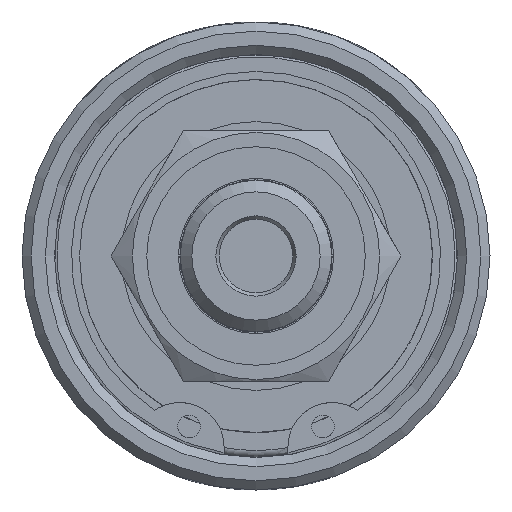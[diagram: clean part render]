
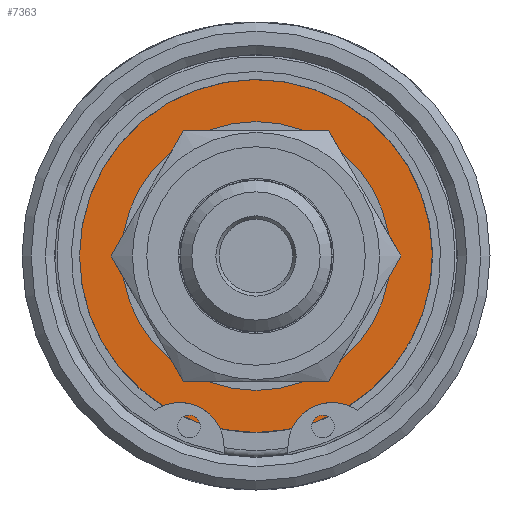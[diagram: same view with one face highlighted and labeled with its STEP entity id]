
A CAD part, left-side view. The second image highlights one B-rep face of the part: STEP entity #7363.
In plain terms, the highlighted planar face has unit normal (-1, 0, 0).
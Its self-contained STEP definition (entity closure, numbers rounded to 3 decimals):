
#1285=FACE_BOUND('',#2583,.T.);
#1509=CIRCLE('',#8089,15.35);
#1510=CIRCLE('',#8090,15.35);
#1512=CIRCLE('',#8093,11.69);
#1513=CIRCLE('',#8094,11.69);
#1738=PLANE('',#8092);
#2132=FACE_OUTER_BOUND('',#2582,.T.);
#2582=EDGE_LOOP('',(#6814,#6815));
#2583=EDGE_LOOP('',(#6816,#6817));
#3578=VERTEX_POINT('',#16409);
#3579=VERTEX_POINT('',#16411);
#3580=VERTEX_POINT('',#16416);
#3581=VERTEX_POINT('',#16417);
#4669=EDGE_CURVE('',#3578,#3579,#1509,.T.);
#4670=EDGE_CURVE('',#3579,#3578,#1510,.T.);
#4672=EDGE_CURVE('',#3580,#3581,#1512,.T.);
#4673=EDGE_CURVE('',#3581,#3580,#1513,.T.);
#6814=ORIENTED_EDGE('',*,*,#4670,.F.);
#6815=ORIENTED_EDGE('',*,*,#4669,.F.);
#6816=ORIENTED_EDGE('',*,*,#4672,.T.);
#6817=ORIENTED_EDGE('',*,*,#4673,.T.);
#7363=ADVANCED_FACE('',(#2132,#1285),#1738,.T.);
#8089=AXIS2_PLACEMENT_3D('',#16412,#9892,#9893);
#8090=AXIS2_PLACEMENT_3D('',#16413,#9894,#9895);
#8092=AXIS2_PLACEMENT_3D('',#16415,#9898,#9899);
#8093=AXIS2_PLACEMENT_3D('',#16418,#9900,#9901);
#8094=AXIS2_PLACEMENT_3D('',#16419,#9902,#9903);
#9892=DIRECTION('center_axis',(1.,0.,0.));
#9893=DIRECTION('ref_axis',(0.,-1.,0.));
#9894=DIRECTION('center_axis',(1.,0.,0.));
#9895=DIRECTION('ref_axis',(0.,-1.,0.));
#9898=DIRECTION('center_axis',(-1.,0.,0.));
#9899=DIRECTION('ref_axis',(0.,1.,0.));
#9900=DIRECTION('center_axis',(1.,0.,0.));
#9901=DIRECTION('ref_axis',(0.,-1.,0.));
#9902=DIRECTION('center_axis',(1.,0.,0.));
#9903=DIRECTION('ref_axis',(0.,-1.,0.));
#16409=CARTESIAN_POINT('',(32.948,15.35,0.));
#16411=CARTESIAN_POINT('',(32.948,-15.35,0.));
#16412=CARTESIAN_POINT('Origin',(32.948,0.,0.));
#16413=CARTESIAN_POINT('Origin',(32.948,0.,0.));
#16415=CARTESIAN_POINT('Origin',(32.948,-13.52,0.));
#16416=CARTESIAN_POINT('',(32.948,-11.69,0.));
#16417=CARTESIAN_POINT('',(32.948,11.69,0.));
#16418=CARTESIAN_POINT('Origin',(32.948,0.,0.));
#16419=CARTESIAN_POINT('Origin',(32.948,0.,0.));
